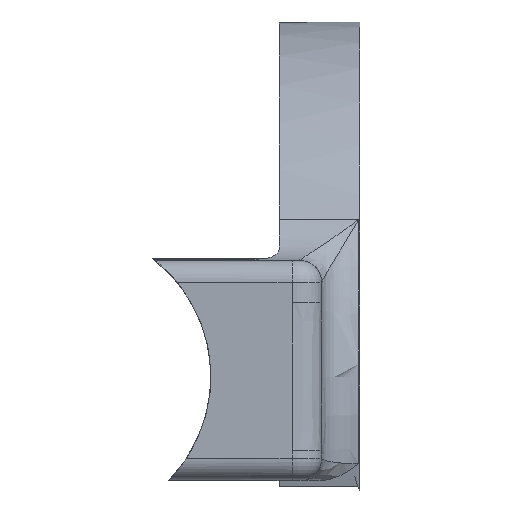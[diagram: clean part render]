
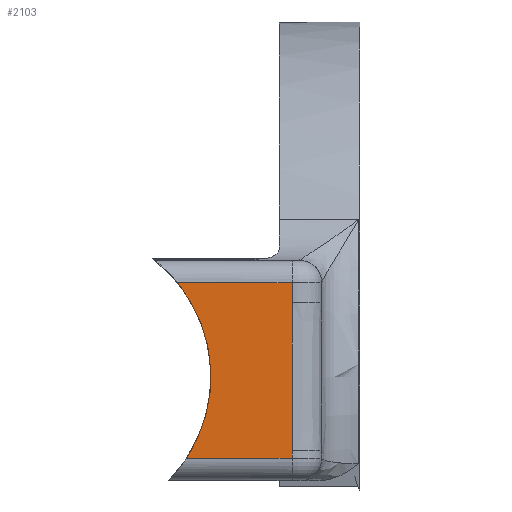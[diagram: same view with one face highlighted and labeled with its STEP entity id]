
A CAD part, front view. The second image highlights one B-rep face of the part: STEP entity #2103.
In plain terms, the highlighted planar face has unit normal (0, -1, 0).
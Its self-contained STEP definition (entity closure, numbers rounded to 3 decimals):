
#5 = CARTESIAN_POINT ( 'NONE',  ( 0., 142.35, 4.5 ) ) ;
#83 = FACE_OUTER_BOUND ( 'NONE', #1205, .T. ) ;
#84 = DIRECTION ( 'NONE',  ( 0., 0., 1. ) ) ;
#90 = LINE ( 'NONE', #5, #1377 ) ;
#188 = DIRECTION ( 'NONE',  ( 1., 0., 0. ) ) ;
#249 = VECTOR ( 'NONE', #84, 1000. ) ;
#266 = EDGE_CURVE ( 'NONE', #1252, #1076, #563, .T. ) ;
#302 = CARTESIAN_POINT ( 'NONE',  ( 0., 142.35, 0. ) ) ;
#337 = VERTEX_POINT ( 'NONE', #2177 ) ;
#350 = LINE ( 'NONE', #1502, #1638 ) ;
#366 = EDGE_CURVE ( 'NONE', #889, #337, #350, .T. ) ;
#378 = CARTESIAN_POINT ( 'NONE',  ( -29.52, 142.35, 8.342 ) ) ;
#379 = CARTESIAN_POINT ( 'NONE',  ( -29.54, 142.35, 14.973 ) ) ;
#468 = ORIENTED_EDGE ( 'NONE', *, *, #366, .T. ) ;
#517 = DIRECTION ( 'NONE',  ( 0., -1., 0. ) ) ;
#553 = CARTESIAN_POINT ( 'NONE',  ( -29.515, 142.35, 10.829 ) ) ;
#563 = LINE ( 'NONE', #776, #622 ) ;
#575 = CARTESIAN_POINT ( 'NONE',  ( -29.54, 142.35, 4.5 ) ) ;
#581 = VERTEX_POINT ( 'NONE', #379 ) ;
#622 = VECTOR ( 'NONE', #760, 1000. ) ;
#713 = EDGE_CURVE ( 'NONE', #1920, #889, #90, .T. ) ;
#717 = B_SPLINE_CURVE_WITH_KNOTS ( 'NONE', 3,
 ( #1058, #2021, #1390, #378, #1540, #553, #1714, #724, #1873, #899 ),
 .UNSPECIFIED., .F., .F.,
 ( 4, 2, 2, 2, 4 ),
 ( 0., 0.002, 0.005, 0.007, 0.01 ),
 .UNSPECIFIED. ) ;
#724 = CARTESIAN_POINT ( 'NONE',  ( -29.532, 142.35, 13.315 ) ) ;
#733 = AXIS2_PLACEMENT_3D ( 'NONE', #1511, #517, #1676 ) ;
#754 = LINE ( 'NONE', #1111, #249 ) ;
#760 = DIRECTION ( 'NONE',  ( -1., 0., 0. ) ) ;
#776 = CARTESIAN_POINT ( 'NONE',  ( 0., 142.35, 16.319 ) ) ;
#795 = ORIENTED_EDGE ( 'NONE', *, *, #1384, .F. ) ;
#804 = EDGE_CURVE ( 'NONE', #337, #581, #717, .T. ) ;
#816 = DIRECTION ( 'NONE',  ( 0., 0., -1. ) ) ;
#818 = ORIENTED_EDGE ( 'NONE', *, *, #804, .T. ) ;
#889 = VERTEX_POINT ( 'NONE', #575 ) ;
#899 = CARTESIAN_POINT ( 'NONE',  ( -29.54, 142.35, 14.973 ) ) ;
#925 = CARTESIAN_POINT ( 'NONE',  ( -29.54, 142.35, 16.319 ) ) ;
#992 = CIRCLE ( 'NONE', #733, 10. ) ;
#1058 = CARTESIAN_POINT ( 'NONE',  ( -29.54, 142.35, 5.027 ) ) ;
#1076 = VERTEX_POINT ( 'NONE', #1141 ) ;
#1111 = CARTESIAN_POINT ( 'NONE',  ( -29.54, 142.35, 0. ) ) ;
#1141 = CARTESIAN_POINT ( 'NONE',  ( -37.25, 142.35, 16.319 ) ) ;
#1205 = EDGE_LOOP ( 'NONE', ( #795, #1639, #468, #818, #1552, #1971 ) ) ;
#1252 = VERTEX_POINT ( 'NONE', #925 ) ;
#1275 = EDGE_CURVE ( 'NONE', #581, #1252, #754, .T. ) ;
#1377 = VECTOR ( 'NONE', #188, 1000. ) ;
#1384 = EDGE_CURVE ( 'NONE', #1920, #1076, #992, .T. ) ;
#1390 = CARTESIAN_POINT ( 'NONE',  ( -29.532, 142.35, 6.685 ) ) ;
#1484 = DIRECTION ( 'NONE',  ( 0., 0., 1. ) ) ;
#1502 = CARTESIAN_POINT ( 'NONE',  ( -29.54, 142.35, 0. ) ) ;
#1511 = CARTESIAN_POINT ( 'NONE',  ( -45., 142.35, 10. ) ) ;
#1526 = AXIS2_PLACEMENT_3D ( 'NONE', #302, #1796, #816 ) ;
#1540 = CARTESIAN_POINT ( 'NONE',  ( -29.515, 142.35, 9.171 ) ) ;
#1552 = ORIENTED_EDGE ( 'NONE', *, *, #1275, .T. ) ;
#1638 = VECTOR ( 'NONE', #1484, 1000. ) ;
#1639 = ORIENTED_EDGE ( 'NONE', *, *, #713, .T. ) ;
#1676 = DIRECTION ( 'NONE',  ( 0., 0., -1. ) ) ;
#1714 = CARTESIAN_POINT ( 'NONE',  ( -29.52, 142.35, 11.658 ) ) ;
#1796 = DIRECTION ( 'NONE',  ( 0., 1., 0. ) ) ;
#1873 = CARTESIAN_POINT ( 'NONE',  ( -29.54, 142.35, 14.144 ) ) ;
#1920 = VERTEX_POINT ( 'NONE', #2070 ) ;
#1953 = PLANE ( 'NONE',  #1526 ) ;
#1971 = ORIENTED_EDGE ( 'NONE', *, *, #266, .T. ) ;
#2021 = CARTESIAN_POINT ( 'NONE',  ( -29.54, 142.35, 5.856 ) ) ;
#2070 = CARTESIAN_POINT ( 'NONE',  ( -36.648, 142.35, 4.5 ) ) ;
#2103 = ADVANCED_FACE ( 'NONE', ( #83 ), #1953, .F. ) ;
#2177 = CARTESIAN_POINT ( 'NONE',  ( -29.54, 142.35, 5.027 ) ) ;
